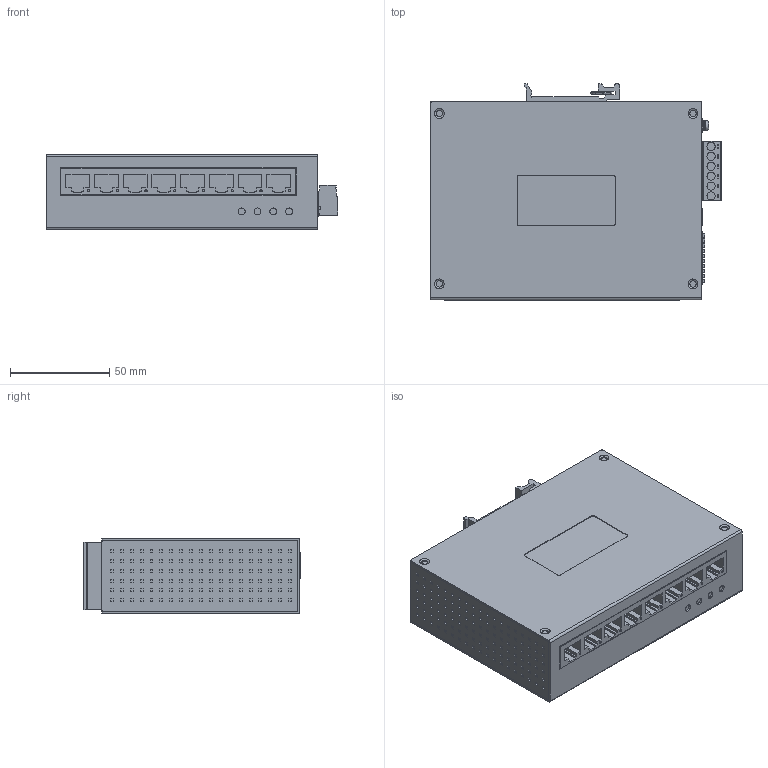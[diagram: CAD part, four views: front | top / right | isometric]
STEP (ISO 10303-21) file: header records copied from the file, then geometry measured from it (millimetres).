
FILE_DESCRIPTION((''),'2;1');
FILE_NAME('SG2008_LOOK_ASM','2022-10-10T',('wenjing'),(''),'PRO/ENGINEER BY PARAMETRIC TECHNOLOGY CORPORATION, 2013230','PRO/ENGINEER BY PARAMETRIC TECHNOLOGY CORPORATION, 2013230','');
FILE_SCHEMA(('CONFIG_CONTROL_DESIGN'));
Products named in the file (15): TOP_39_1_2; TOP-ASM_ASM_6_ASM_1_ASM_1_ASM; DCJ2-DR-14_3X9X10_9_1_1_1; ASM0005_ASM_3_ASM_1_ASM_1_ASM; 1X10BOMAKAIGUAN_2_1_1; 1X6DUANZITAI_10_1_1; ZUHELUODING_8_1_1; DAOGUIKAKOU_28_1_1; ASM0001_ASM_46_ASM_1_ASM_1_ASM; SG2008_STP_ASM_1_ASM_1_ASM; MANIFOLD_SOLID_BREP_31111_1_1_1; MOZUO_1; RJ45_1X4_2_1_1_1_2; __SG2008_STP_ASM_1_ASM; SG2008_LOOK_ASM
Assembly tree (14 placements, depth 6):
  SG2008_LOOK_ASM
    __SG2008_STP_ASM_1_ASM
      SG2008_STP_ASM_1_ASM_1_ASM
        ASM0001_ASM_46_ASM_1_ASM_1_ASM
          TOP-ASM_ASM_6_ASM_1_ASM_1_ASM
            TOP_39_1_2
          ASM0005_ASM_3_ASM_1_ASM_1_ASM
            DCJ2-DR-14_3X9X10_9_1_1_1
          1X10BOMAKAIGUAN_2_1_1
          1X6DUANZITAI_10_1_1
          ZUHELUODING_8_1_1
          DAOGUIKAKOU_28_1_1
      MANIFOLD_SOLID_BREP_31111_1_1_1
      MOZUO_1
      RJ45_1X4_2_1_1_1_2
Bounding box: 146.9 x 109.2 x 38 mm (x, y, z)
Volume: 517224.6 mm3; surface area: 135834.2 mm2
Topology: 9 solids, 11 shells, 1799 faces, 4575 edges, 3001 vertices
Faces by surface type: plane 1477, cylinder 261, cone 30, torus 13, sphere 10, bspline 8
Entity records: 54479 total; most frequent: CARTESIAN_POINT 10108, ORIENTED_EDGE 9130, DIRECTION 8802, EDGE_CURVE 4565, VECTOR 3838, LINE 3838, VERTEX_POINT 3001, AXIS2_PLACEMENT_3D 2482
